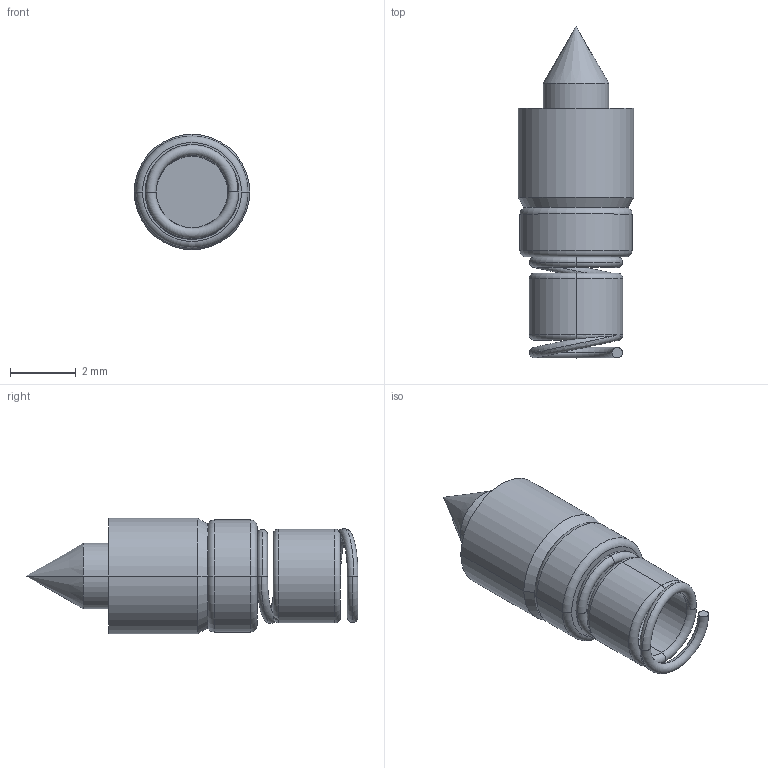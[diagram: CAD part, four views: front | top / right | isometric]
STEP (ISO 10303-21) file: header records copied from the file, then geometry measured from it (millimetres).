
FILE_DESCRIPTION (( 'STEP AP214' ), '1' );
FILE_NAME ('27316~0.STEP', '2019-01-31T10:28:49', ( '' ), ( '' ), 'SwSTEP 2.0', 'SolidWorks 2018', '' );
FILE_SCHEMA (( 'AUTOMOTIVE_DESIGN' ));
Length unit declared in the file: millimetre
Products named in the file (4): 24451~0; 27316~0; 24452~3; 24454~0
Assembly tree (3 placements, depth 2):
  27316~0
    24452~3
    24451~0
    24454~0
Bounding box: 3.5 x 10.06 x 3.5 mm (x, y, z)
Volume: 52.1 mm3; surface area: 168.5 mm2
Topology: 3 solids, 3 shells, 44 faces, 100 edges, 59 vertices
Faces by surface type: torus 20, cylinder 12, cone 6, plane 6
Entity records: 1480 total; most frequent: CARTESIAN_POINT 305, DIRECTION 258, ORIENTED_EDGE 196, AXIS2_PLACEMENT_3D 120, EDGE_CURVE 98, CIRCLE 70, VERTEX_POINT 59, EDGE_LOOP 47
